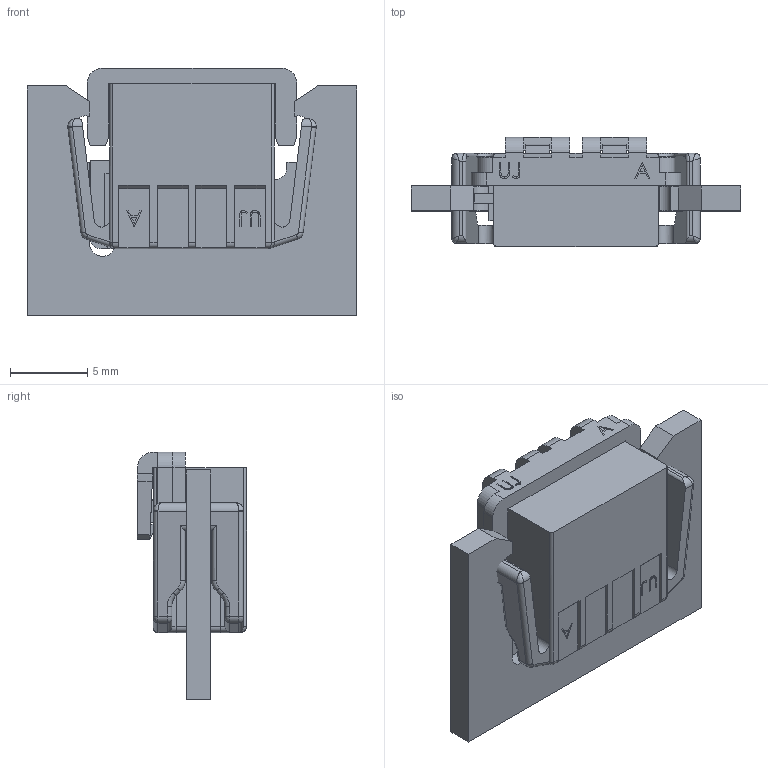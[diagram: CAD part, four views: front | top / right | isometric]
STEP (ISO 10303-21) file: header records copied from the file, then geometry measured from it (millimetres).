
FILE_DESCRIPTION (( 'STEP AP214' ), '1' );
FILE_NAME ('C_PCB Slot 4P.STEP', '2018-03-05T05:25:00', ( 'Personal' ), ( 'Microsoft' ), 'SwSTEP 2.0', 'SolidWorks 2014', '' );
FILE_SCHEMA (( 'AUTOMOTIVE_DESIGN' ));
Length unit declared in the file: millimetre
Products named in the file (4): PCB Slot 4F T／CPA_Rev A; PCB Slot 4P PCB_Rev 6; C_PCB Slot 4F HSG; C_PCB Slot 4P
Assembly tree (3 placements, depth 2):
  C_PCB Slot 4P
    C_PCB Slot 4F HSG
    PCB Slot 4P PCB_Rev 6
    PCB Slot 4F T／CPA_Rev A
Bounding box: 21.34 x 7.07 x 16.05 mm (x, y, z)
Volume: 1125.4 mm3; surface area: 1753.2 mm2
Topology: 11 solids, 11 shells, 502 faces, 1309 edges, 840 vertices
Faces by surface type: plane 350, cylinder 96, bspline 32, torus 24
Entity records: 16649 total; most frequent: CARTESIAN_POINT 4373, ORIENTED_EDGE 2606, DIRECTION 2309, EDGE_CURVE 1303, LINE 1017, VECTOR 1017, VERTEX_POINT 840, AXIS2_PLACEMENT_3D 646
